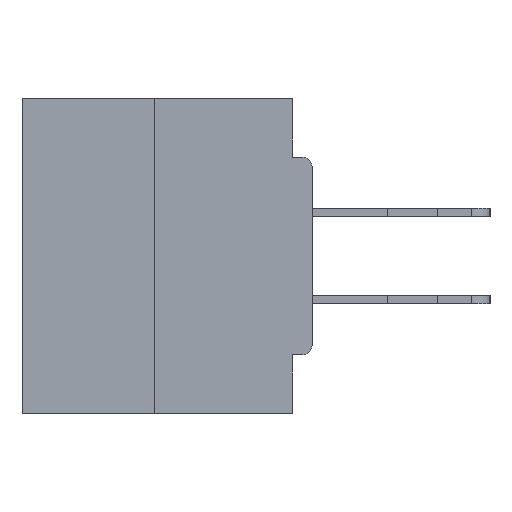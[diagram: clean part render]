
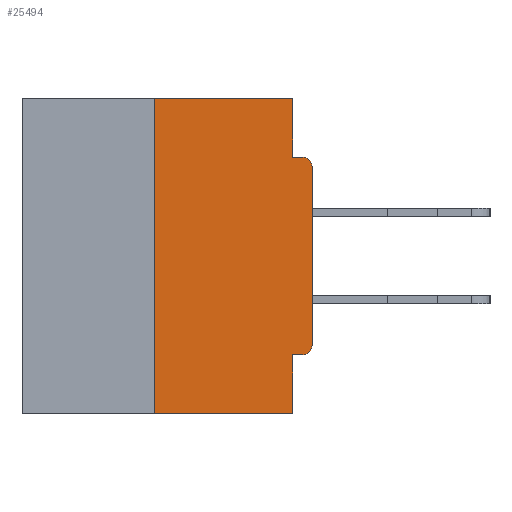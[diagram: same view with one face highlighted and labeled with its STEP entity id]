
A CAD part, left-side view. The second image highlights one B-rep face of the part: STEP entity #25494.
In plain terms, the highlighted planar face has unit normal (-1, 0, 0).
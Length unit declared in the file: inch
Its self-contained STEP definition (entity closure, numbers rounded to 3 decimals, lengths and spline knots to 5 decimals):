
#380 = VECTOR ( 'NONE', #30195, 39.37008 ) ;
#1992 = CIRCLE ( 'NONE', #3734, 0.015 ) ;
#2031 = ORIENTED_EDGE ( 'NONE', *, *, #32796, .F. ) ;
#2058 = VERTEX_POINT ( 'NONE', #2433 ) ;
#2433 = CARTESIAN_POINT ( 'NONE',  ( 0., 0.25, 0. ) ) ;
#2605 = VERTEX_POINT ( 'NONE', #31139 ) ;
#2815 = LINE ( 'NONE', #29006, #13144 ) ;
#3190 = ORIENTED_EDGE ( 'NONE', *, *, #6891, .T. ) ;
#3734 = AXIS2_PLACEMENT_3D ( 'NONE', #10184, #35188, #34945 ) ;
#4287 = PLANE ( 'NONE',  #33901 ) ;
#5338 = LINE ( 'NONE', #9580, #29968 ) ;
#5640 = LINE ( 'NONE', #9567, #24412 ) ;
#5750 = CARTESIAN_POINT ( 'NONE',  ( 0., 0.25, -0.5 ) ) ;
#5877 = VECTOR ( 'NONE', #14010, 39.37008 ) ;
#5911 = VECTOR ( 'NONE', #7410, 39.37008 ) ;
#6768 = VERTEX_POINT ( 'NONE', #34571 ) ;
#6806 = LINE ( 'NONE', #35422, #5911 ) ;
#6891 = EDGE_CURVE ( 'NONE', #2605, #6768, #1992, .T. ) ;
#7410 = DIRECTION ( 'NONE',  ( 0., -1., 0. ) ) ;
#7839 = CARTESIAN_POINT ( 'NONE',  ( 0., 0.031, -0.0935 ) ) ;
#9567 = CARTESIAN_POINT ( 'NONE',  ( 0., 0., -0.4065 ) ) ;
#9580 = CARTESIAN_POINT ( 'NONE',  ( 0., 0.25, 0. ) ) ;
#10184 = CARTESIAN_POINT ( 'NONE',  ( 0., 0.015, -0.1085 ) ) ;
#10234 = EDGE_CURVE ( 'NONE', #16127, #6768, #26851, .T. ) ;
#12216 = DIRECTION ( 'NONE',  ( 0., 0., -1. ) ) ;
#12241 = EDGE_CURVE ( 'NONE', #36282, #2058, #5338, .T. ) ;
#13057 = CARTESIAN_POINT ( 'NONE',  ( 0., 0.46, 0. ) ) ;
#13144 = VECTOR ( 'NONE', #12216, 39.37008 ) ;
#13372 = EDGE_CURVE ( 'NONE', #29274, #26123, #24914, .T. ) ;
#13910 = DIRECTION ( 'NONE',  ( 0., -1., 0. ) ) ;
#14010 = DIRECTION ( 'NONE',  ( 0., 0., 1. ) ) ;
#14033 = CARTESIAN_POINT ( 'NONE',  ( 0., 0.46, -0.5 ) ) ;
#14072 = CARTESIAN_POINT ( 'NONE',  ( 0., 0.031, -0.4065 ) ) ;
#15083 = DIRECTION ( 'NONE',  ( 0., 1., 0. ) ) ;
#15299 = LINE ( 'NONE', #36764, #5877 ) ;
#16127 = VERTEX_POINT ( 'NONE', #7839 ) ;
#16168 = VERTEX_POINT ( 'NONE', #14072 ) ;
#18086 = FACE_OUTER_BOUND ( 'NONE', #18986, .T. ) ;
#18558 = VERTEX_POINT ( 'NONE', #29958 ) ;
#18560 = EDGE_CURVE ( 'NONE', #16168, #18558, #27753, .T. ) ;
#18986 = EDGE_LOOP ( 'NONE', ( #2031, #32819, #20704, #23248, #23395, #30931, #31193, #3190, #25492, #25095 ) ) ;
#20704 = ORIENTED_EDGE ( 'NONE', *, *, #35708, .T. ) ;
#21049 = CARTESIAN_POINT ( 'NONE',  ( 0., 0., -0.3915 ) ) ;
#21830 = EDGE_CURVE ( 'NONE', #26123, #2605, #15299, .T. ) ;
#22122 = CARTESIAN_POINT ( 'NONE',  ( 0., 0.015, -0.4065 ) ) ;
#23248 = ORIENTED_EDGE ( 'NONE', *, *, #18560, .F. ) ;
#23395 = ORIENTED_EDGE ( 'NONE', *, *, #29608, .F. ) ;
#23804 = VECTOR ( 'NONE', #13910, 39.37008 ) ;
#24095 = CARTESIAN_POINT ( 'NONE',  ( 0., 0.015, -0.3915 ) ) ;
#24170 = CARTESIAN_POINT ( 'NONE',  ( 0., 0.031, -0.5 ) ) ;
#24412 = VECTOR ( 'NONE', #15083, 39.37008 ) ;
#24914 = CIRCLE ( 'NONE', #26878, 0.015 ) ;
#25095 = ORIENTED_EDGE ( 'NONE', *, *, #34600, .F. ) ;
#25492 = ORIENTED_EDGE ( 'NONE', *, *, #10234, .F. ) ;
#25494 = ADVANCED_FACE ( 'NONE', ( #18086 ), #4287, .F. ) ;
#26123 = VERTEX_POINT ( 'NONE', #21049 ) ;
#26851 = LINE ( 'NONE', #27840, #30887 ) ;
#26866 = DIRECTION ( 'NONE',  ( 0., 0., -1. ) ) ;
#26878 = AXIS2_PLACEMENT_3D ( 'NONE', #24095, #35367, #26866 ) ;
#26954 = DIRECTION ( 'NONE',  ( 1., 0., 0. ) ) ;
#27753 = LINE ( 'NONE', #24170, #380 ) ;
#27840 = CARTESIAN_POINT ( 'NONE',  ( 0., 0., -0.0935 ) ) ;
#28896 = DIRECTION ( 'NONE',  ( 0., 0., 1. ) ) ;
#29006 = CARTESIAN_POINT ( 'NONE',  ( 0., 0.031, 0. ) ) ;
#29248 = CARTESIAN_POINT ( 'NONE',  ( 0., 0.031, 0. ) ) ;
#29274 = VERTEX_POINT ( 'NONE', #22122 ) ;
#29608 = EDGE_CURVE ( 'NONE', #29274, #16168, #5640, .T. ) ;
#29958 = CARTESIAN_POINT ( 'NONE',  ( 0., 0.031, -0.5 ) ) ;
#29968 = VECTOR ( 'NONE', #28896, 39.37008 ) ;
#30195 = DIRECTION ( 'NONE',  ( 0., 0., -1. ) ) ;
#30887 = VECTOR ( 'NONE', #33322, 39.37008 ) ;
#30931 = ORIENTED_EDGE ( 'NONE', *, *, #13372, .T. ) ;
#31139 = CARTESIAN_POINT ( 'NONE',  ( 0., 0., -0.1085 ) ) ;
#31193 = ORIENTED_EDGE ( 'NONE', *, *, #21830, .T. ) ;
#31413 = LINE ( 'NONE', #14033, #23804 ) ;
#32796 = EDGE_CURVE ( 'NONE', #2058, #34632, #6806, .T. ) ;
#32819 = ORIENTED_EDGE ( 'NONE', *, *, #12241, .F. ) ;
#33189 = DIRECTION ( 'NONE',  ( 0., 0., -1. ) ) ;
#33322 = DIRECTION ( 'NONE',  ( 0., -1., 0. ) ) ;
#33901 = AXIS2_PLACEMENT_3D ( 'NONE', #13057, #26954, #33189 ) ;
#34571 = CARTESIAN_POINT ( 'NONE',  ( 0., 0.015, -0.0935 ) ) ;
#34600 = EDGE_CURVE ( 'NONE', #34632, #16127, #2815, .T. ) ;
#34632 = VERTEX_POINT ( 'NONE', #29248 ) ;
#34945 = DIRECTION ( 'NONE',  ( 0., 0., -1. ) ) ;
#35188 = DIRECTION ( 'NONE',  ( -1., 0., 0. ) ) ;
#35367 = DIRECTION ( 'NONE',  ( -1., 0., 0. ) ) ;
#35422 = CARTESIAN_POINT ( 'NONE',  ( 0., 0.46, 0. ) ) ;
#35708 = EDGE_CURVE ( 'NONE', #36282, #18558, #31413, .T. ) ;
#36282 = VERTEX_POINT ( 'NONE', #5750 ) ;
#36764 = CARTESIAN_POINT ( 'NONE',  ( 0., 0., 0. ) ) ;
